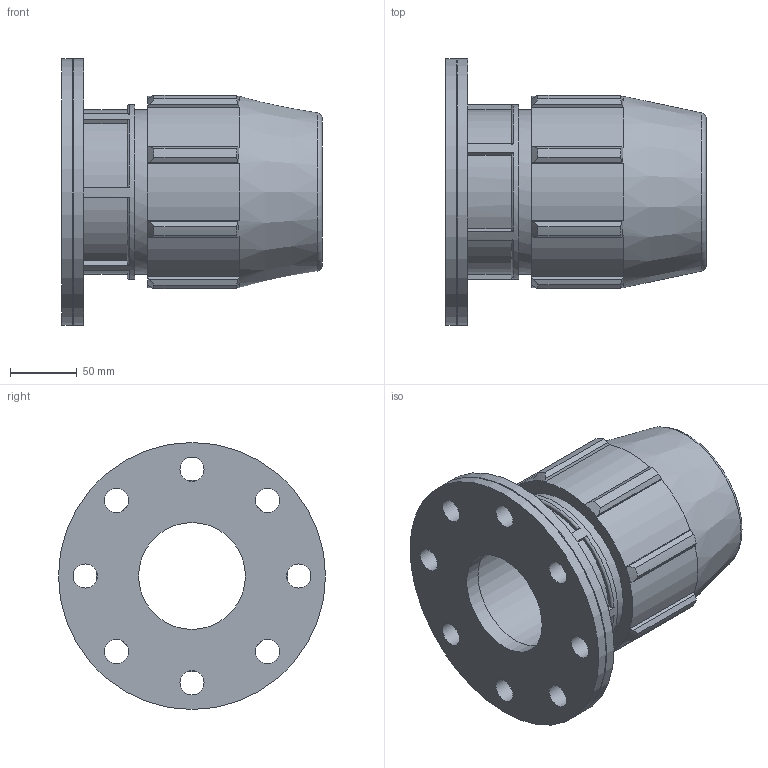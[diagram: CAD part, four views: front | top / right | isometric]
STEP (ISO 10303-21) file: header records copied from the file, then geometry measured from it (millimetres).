
FILE_DESCRIPTION(/* description */ ('PLASSON COMPRESSION FLANGE ADAPTOR 90-3"'),/* implementation_level */ '2;1');
FILE_NAME(/* name */ '0722060900300A.ipt.stp',/* time_stamp */ '2017-06-08T04:12:32+03:00',/* author */ ('KIM'),/* organization */ (''),/* preprocessor_version */ 'ST-DEVELOPER v15.6',/* originating_system */ 'Autodesk Inventor 2015',/* authorisation */ '');
FILE_SCHEMA (('AUTOMOTIVE_DESIGN { 1 0 10303 214 3 1 1 }'));
Length unit declared in the file: millimetre
Products named in the file (1): 0722060900300A
Bounding box: 195 x 200 x 200 mm (x, y, z)
Volume: 1760215.3 mm3; surface area: 217224.4 mm2
Topology: 1 solids, 1 shells, 126 faces, 349 edges, 231 vertices
Faces by surface type: plane 58, cylinder 37, cone 24, torus 7
Full cylindrical faces by diameter (mm): 18 x8, 80 x1, 90 x1, 123.2 x1, 130.9 x1, 135.9 x1, 200 x2
Entity records: 4181 total; most frequent: CARTESIAN_POINT 872, ORIENTED_EDGE 652, DIRECTION 646, EDGE_CURVE 326, AXIS2_PLACEMENT_3D 243, VERTEX_POINT 229, EDGE_LOOP 173, LINE 160
